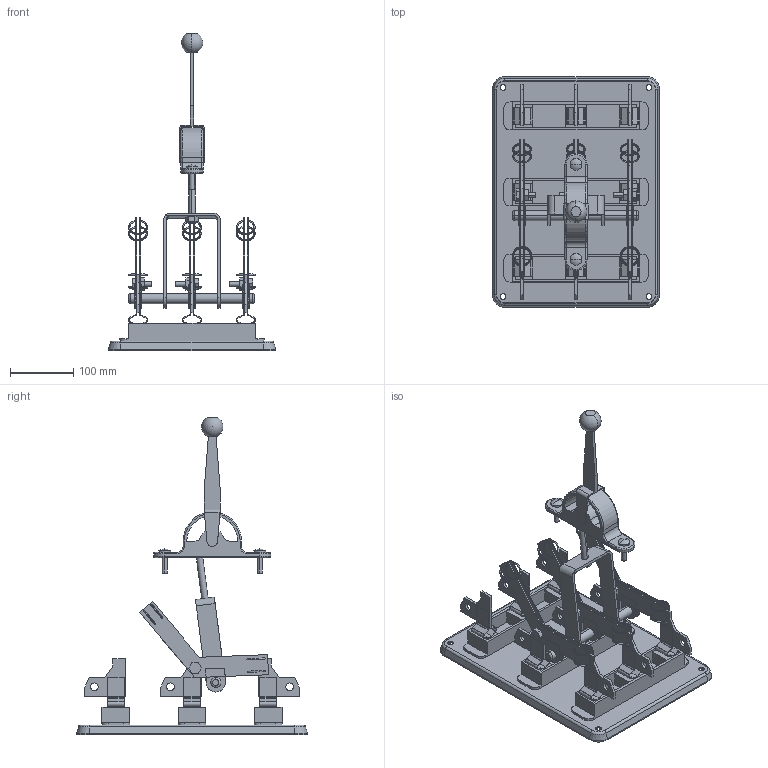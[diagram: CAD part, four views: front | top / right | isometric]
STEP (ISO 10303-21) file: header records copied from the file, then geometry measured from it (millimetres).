
FILE_DESCRIPTION (( 'STEP AP203' ), '1' );
FILE_NAME ('Ðàçúåäèíèòåëü ÏÖ 250À, 400À.STEP', '2018-03-29T10:36:14', ( '' ), ( '' ), 'SwSTEP 2.0', 'SolidWorks 2017', '' );
FILE_SCHEMA (( 'CONFIG_CONTROL_DESIGN' ));
Length unit declared in the file: millimetre
Products named in the file (1): Ðàçúåäèíèòåëü ÏÖ 250À, 400À
Bounding box: 264 x 364 x 500.41 mm (x, y, z)
Volume: 1196790.6 mm3; surface area: 576422.2 mm2
Topology: 13 solids, 13 shells, 844 faces, 2293 edges, 1494 vertices
Faces by surface type: plane 521, cylinder 211, bspline 72, torus 24, cone 10, sphere 6
Entity records: 31898 total; most frequent: CARTESIAN_POINT 10728, ORIENTED_EDGE 4576, DIRECTION 4079, EDGE_CURVE 2288, VECTOR 1571, LINE 1571, VERTEX_POINT 1491, AXIS2_PLACEMENT_3D 1254
